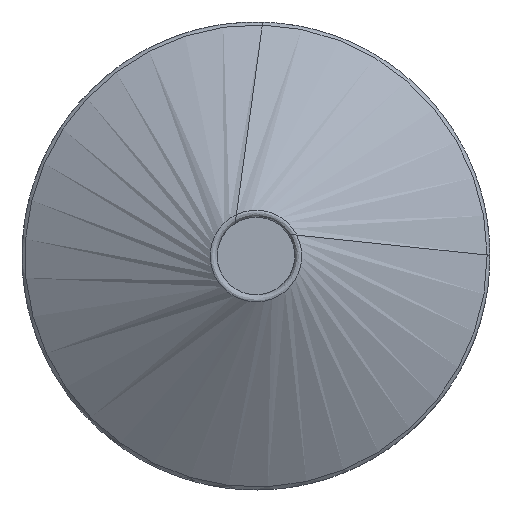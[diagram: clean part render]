
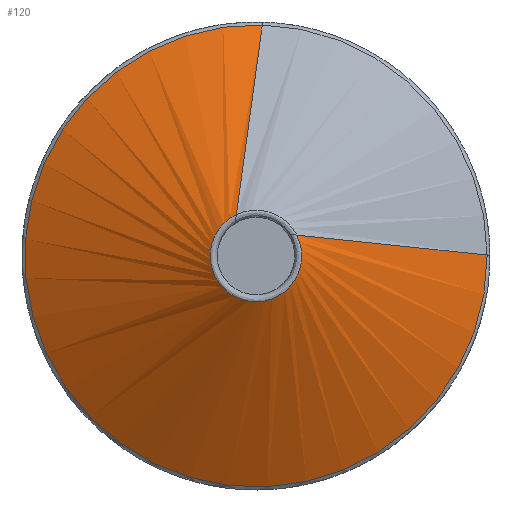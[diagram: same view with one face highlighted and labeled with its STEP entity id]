
A CAD part, left-side view. The second image highlights one B-rep face of the part: STEP entity #120.
In plain terms, the highlighted free-form (B-spline) face has degree [1, 3] with [2, 7] control points.
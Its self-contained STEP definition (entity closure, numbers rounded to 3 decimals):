
#33=(
BOUNDED_SURFACE()
B_SPLINE_SURFACE(1,3,((#620,#621,#622,#623,#624,#625,#626),(#627,#628,#629,
#630,#631,#632,#633)),.UNSPECIFIED.,.F.,.F.,.F.)
B_SPLINE_SURFACE_WITH_KNOTS((2,2),(4,3,4),(0.,1.),(0.,0.5,1.),
 .UNSPECIFIED.)
GEOMETRIC_REPRESENTATION_ITEM()
RATIONAL_B_SPLINE_SURFACE(((1.,0.584,0.584,1.,0.584,
0.584,1.),(1.,0.584,0.584,1.,0.584,
0.584,1.)))
REPRESENTATION_ITEM('')
SURFACE()
);
#44=LINE('',#618,#50);
#45=LINE('',#619,#51);
#50=VECTOR('',#485,1.);
#51=VECTOR('',#486,1.);
#81=FACE_OUTER_BOUND('',#187,.T.);
#120=ADVANCED_FACE('',(#81),#33,.F.);
#187=EDGE_LOOP('',(#234,#235,#236,#237));
#234=ORIENTED_EDGE('',*,*,#317,.F.);
#235=ORIENTED_EDGE('',*,*,#318,.T.);
#236=ORIENTED_EDGE('',*,*,#314,.T.);
#237=ORIENTED_EDGE('',*,*,#319,.T.);
#287=VERTEX_POINT('',#583);
#288=VERTEX_POINT('',#584);
#289=VERTEX_POINT('',#616);
#290=VERTEX_POINT('',#617);
#314=EDGE_CURVE('',#287,#288,#349,.T.);
#317=EDGE_CURVE('',#289,#290,#352,.T.);
#318=EDGE_CURVE('',#289,#287,#44,.T.);
#319=EDGE_CURVE('',#288,#290,#45,.T.);
#349=CIRCLE('',#395,3.132);
#352=CIRCLE('',#398,15.802);
#395=AXIS2_PLACEMENT_3D('',#582,#477,#478);
#398=AXIS2_PLACEMENT_3D('',#615,#483,#484);
#477=DIRECTION('',(1.,0.,0.));
#478=DIRECTION('',(0.,-0.89,0.457));
#483=DIRECTION('',(1.,0.,0.));
#484=DIRECTION('',(0.,-1.,0.004));
#485=DIRECTION('',(-0.5,0.861,0.091));
#486=DIRECTION('',(0.5,-0.117,0.858));
#582=CARTESIAN_POINT('',(0.098,0.,0.));
#583=CARTESIAN_POINT('',(0.098,-2.786,1.431));
#584=CARTESIAN_POINT('',(0.098,1.343,2.829));
#615=CARTESIAN_POINT('',(7.654,0.,0.));
#616=CARTESIAN_POINT('',(7.654,-15.802,0.063));
#617=CARTESIAN_POINT('',(7.654,-0.431,15.796));
#618=CARTESIAN_POINT('',(0.098,-2.786,1.431));
#619=CARTESIAN_POINT('',(0.098,1.343,2.829));
#620=CARTESIAN_POINT('',(0.098,-2.786,1.431));
#621=CARTESIAN_POINT('',(0.098,-4.301,-1.519));
#622=CARTESIAN_POINT('',(0.098,-2.136,-4.03));
#623=CARTESIAN_POINT('',(0.098,1.005,-2.966));
#624=CARTESIAN_POINT('',(0.098,4.145,-1.903));
#625=CARTESIAN_POINT('',(0.098,4.338,1.407));
#626=CARTESIAN_POINT('',(0.098,1.343,2.829));
#627=CARTESIAN_POINT('',(7.654,-15.802,0.063));
#628=CARTESIAN_POINT('',(7.654,-15.868,-16.667));
#629=CARTESIAN_POINT('',(7.654,-0.388,-23.009));
#630=CARTESIAN_POINT('',(7.654,11.303,-11.043));
#631=CARTESIAN_POINT('',(7.654,22.994,0.924));
#632=CARTESIAN_POINT('',(7.654,16.292,16.252));
#633=CARTESIAN_POINT('',(7.654,-0.431,15.796));
